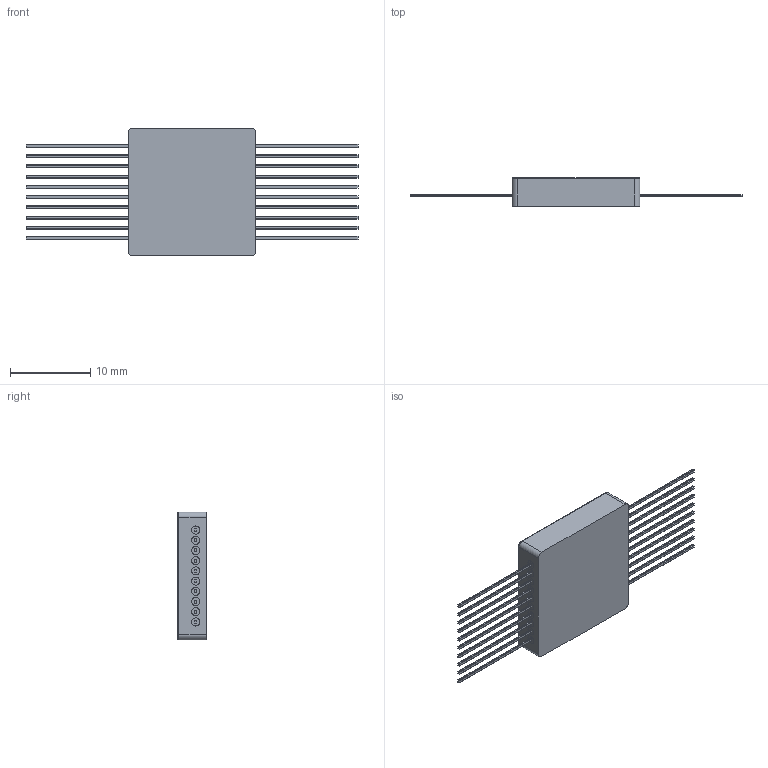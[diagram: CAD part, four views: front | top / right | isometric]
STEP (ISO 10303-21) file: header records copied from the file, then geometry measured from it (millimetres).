
FILE_DESCRIPTION (( 'STEP AP214' ), '1' );
FILE_NAME ('QT125.STEP', '2023-08-09T21:54:49', ( '' ), ( '' ), 'SwSTEP 2.0', 'SolidWorks 2022', '' );
FILE_SCHEMA (( 'AUTOMOTIVE_DESIGN' ));
Length unit declared in the file: inch
Products named in the file (1): QT125
Bounding box: 41.27 x 3.57 x 15.88 mm (x, y, z)
Volume: 420.3 mm3; surface area: 1858.5 mm2
Topology: 33 solids, 33 shells, 674 faces, 1703 edges, 1130 vertices
Faces by surface type: plane 359, cylinder 264, bspline 43, torus 8
Entity records: 32223 total; most frequent: CARTESIAN_POINT 6439, DIRECTION 3417, ORIENTED_EDGE 3406, EDGE_CURVE 1703, AXIS2_PLACEMENT_3D 1168, VERTEX_POINT 1130, VECTOR 1081, LINE 1081
